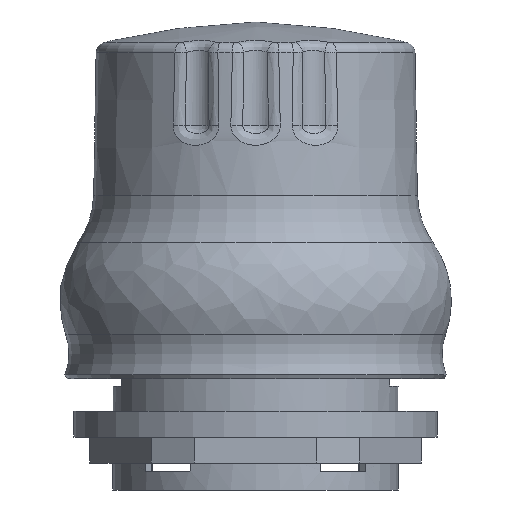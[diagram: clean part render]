
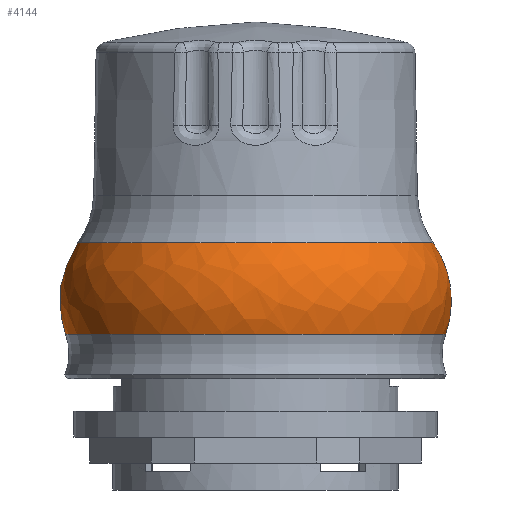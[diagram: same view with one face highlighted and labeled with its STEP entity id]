
A CAD part, left-side view. The second image highlights one B-rep face of the part: STEP entity #4144.
In plain terms, the highlighted free-form (B-spline) face has degree [2, 2] with [3, 9] control points.
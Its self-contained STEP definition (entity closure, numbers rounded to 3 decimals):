
#35=(
BOUNDED_SURFACE()
B_SPLINE_SURFACE(2,2,((#9463,#9464,#9465,#9466,#9467,#9468,#9469,#9470,
#9471),(#9472,#9473,#9474,#9475,#9476,#9477,#9478,#9479,#9480),(#9481,#9482,
#9483,#9484,#9485,#9486,#9487,#9488,#9489)),.UNSPECIFIED.,.F.,.T.,.F.)
B_SPLINE_SURFACE_WITH_KNOTS((3,3),(3,2,2,2,3),(-0.342,0.614),
(-3.142,-1.571,0.,1.571,3.142),
 .UNSPECIFIED.)
GEOMETRIC_REPRESENTATION_ITEM()
RATIONAL_B_SPLINE_SURFACE(((1.,0.707,1.,0.707,1.,
0.707,1.,0.707,1.),(0.888,0.628,
0.888,0.628,0.888,0.628,
0.888,0.628,0.888),(1.,0.707,
1.,0.707,1.,0.707,1.,0.707,1.)))
REPRESENTATION_ITEM($)
SURFACE()
);
#1073=FACE_OUTER_BOUND($,#1333,.T.);
#1333=EDGE_LOOP($,(#3553,#3554,#3555,#3556,#3557,#3558));
#1576=CIRCLE($,#4488,14.629);
#1577=CIRCLE($,#4489,14.629);
#1583=CIRCLE($,#4500,13.669);
#1584=CIRCLE($,#4501,13.669);
#1620=(
BOUNDED_CURVE()
B_SPLINE_CURVE(2,(#9490,#9491,#9492),.UNSPECIFIED.,.F.,.F.)
B_SPLINE_CURVE_WITH_KNOTS((3,3),(-0.614,0.342),
 .UNSPECIFIED.)
CURVE()
GEOMETRIC_REPRESENTATION_ITEM()
RATIONAL_B_SPLINE_CURVE((1.,0.888,1.))
REPRESENTATION_ITEM($)
);
#1937=VERTEX_POINT($,#9440);
#1938=VERTEX_POINT($,#9441);
#1944=VERTEX_POINT($,#9459);
#1945=VERTEX_POINT($,#9460);
#2510=EDGE_CURVE($,#1937,#1938,#1576,.T.);
#2511=EDGE_CURVE($,#1938,#1937,#1577,.T.);
#2517=EDGE_CURVE($,#1944,#1945,#1583,.T.);
#2518=EDGE_CURVE($,#1945,#1944,#1584,.T.);
#2519=EDGE_CURVE($,#1945,#1938,#1620,.T.);
#3553=ORIENTED_EDGE($,*,*,#2517,.F.);
#3554=ORIENTED_EDGE($,*,*,#2518,.F.);
#3555=ORIENTED_EDGE($,*,*,#2519,.T.);
#3556=ORIENTED_EDGE($,*,*,#2511,.T.);
#3557=ORIENTED_EDGE($,*,*,#2510,.T.);
#3558=ORIENTED_EDGE($,*,*,#2519,.F.);
#4144=ADVANCED_FACE($,(#1073),#35,.F.);
#4488=AXIS2_PLACEMENT_3D($,#9442,#5237,#5238);
#4489=AXIS2_PLACEMENT_3D($,#9443,#5239,#5240);
#4500=AXIS2_PLACEMENT_3D($,#9461,#5261,#5262);
#4501=AXIS2_PLACEMENT_3D($,#9462,#5263,#5264);
#5237=DIRECTION('center_axis',(0.,0.,
1.));
#5238=DIRECTION('ref_axis',(0.,1.,0.));
#5239=DIRECTION('center_axis',(0.,0.,
1.));
#5240=DIRECTION('ref_axis',(0.,1.,0.));
#5261=DIRECTION('center_axis',(0.,0.,
1.));
#5262=DIRECTION('ref_axis',(0.,1.,0.));
#5263=DIRECTION('center_axis',(0.,0.,
1.));
#5264=DIRECTION('ref_axis',(0.,1.,0.));
#9440=CARTESIAN_POINT('',(-20.165,21.053,-0.157));
#9441=CARTESIAN_POINT('',(-5.536,6.423,-0.157));
#9442=CARTESIAN_POINT('Origin',(-5.536,21.053,-0.157));
#9443=CARTESIAN_POINT('Origin',(-5.536,21.053,-0.157));
#9459=CARTESIAN_POINT('',(-19.205,21.053,6.86));
#9460=CARTESIAN_POINT('',(-5.536,7.384,6.86));
#9461=CARTESIAN_POINT('Origin',(-5.536,21.053,6.86));
#9462=CARTESIAN_POINT('Origin',(-5.536,21.053,6.86));
#9463=CARTESIAN_POINT('Ctrl Pts',(-5.536,6.423,-0.157));
#9464=CARTESIAN_POINT('Ctrl Pts',(9.093,6.423,-0.157));
#9465=CARTESIAN_POINT('Ctrl Pts',(9.093,21.053,-0.157));
#9466=CARTESIAN_POINT('Ctrl Pts',(9.093,35.682,-0.157));
#9467=CARTESIAN_POINT('Ctrl Pts',(-5.536,35.682,-0.157));
#9468=CARTESIAN_POINT('Ctrl Pts',(-20.165,35.682,-0.157));
#9469=CARTESIAN_POINT('Ctrl Pts',(-20.165,21.053,-0.157));
#9470=CARTESIAN_POINT('Ctrl Pts',(-20.165,6.423,-0.157));
#9471=CARTESIAN_POINT('Ctrl Pts',(-5.536,6.423,-0.157));
#9472=CARTESIAN_POINT('Ctrl Pts',(-5.536,5.087,3.6));
#9473=CARTESIAN_POINT('Ctrl Pts',(10.43,5.087,3.6));
#9474=CARTESIAN_POINT('Ctrl Pts',(10.43,21.053,3.6));
#9475=CARTESIAN_POINT('Ctrl Pts',(10.43,37.019,3.6));
#9476=CARTESIAN_POINT('Ctrl Pts',(-5.536,37.019,3.6));
#9477=CARTESIAN_POINT('Ctrl Pts',(-21.502,37.019,3.6));
#9478=CARTESIAN_POINT('Ctrl Pts',(-21.502,21.053,3.6));
#9479=CARTESIAN_POINT('Ctrl Pts',(-21.502,5.087,3.6));
#9480=CARTESIAN_POINT('Ctrl Pts',(-5.536,5.087,3.6));
#9481=CARTESIAN_POINT('Ctrl Pts',(-5.536,7.384,6.86));
#9482=CARTESIAN_POINT('Ctrl Pts',(8.133,7.384,6.86));
#9483=CARTESIAN_POINT('Ctrl Pts',(8.133,21.053,6.86));
#9484=CARTESIAN_POINT('Ctrl Pts',(8.133,34.722,6.86));
#9485=CARTESIAN_POINT('Ctrl Pts',(-5.536,34.722,6.86));
#9486=CARTESIAN_POINT('Ctrl Pts',(-19.205,34.722,6.86));
#9487=CARTESIAN_POINT('Ctrl Pts',(-19.205,21.053,6.86));
#9488=CARTESIAN_POINT('Ctrl Pts',(-19.205,7.384,6.86));
#9489=CARTESIAN_POINT('Ctrl Pts',(-5.536,7.384,6.86));
#9490=CARTESIAN_POINT('Ctrl Pts',(-5.536,7.384,6.86));
#9491=CARTESIAN_POINT('Ctrl Pts',(-5.536,5.087,3.6));
#9492=CARTESIAN_POINT('Ctrl Pts',(-5.536,6.423,-0.157));
